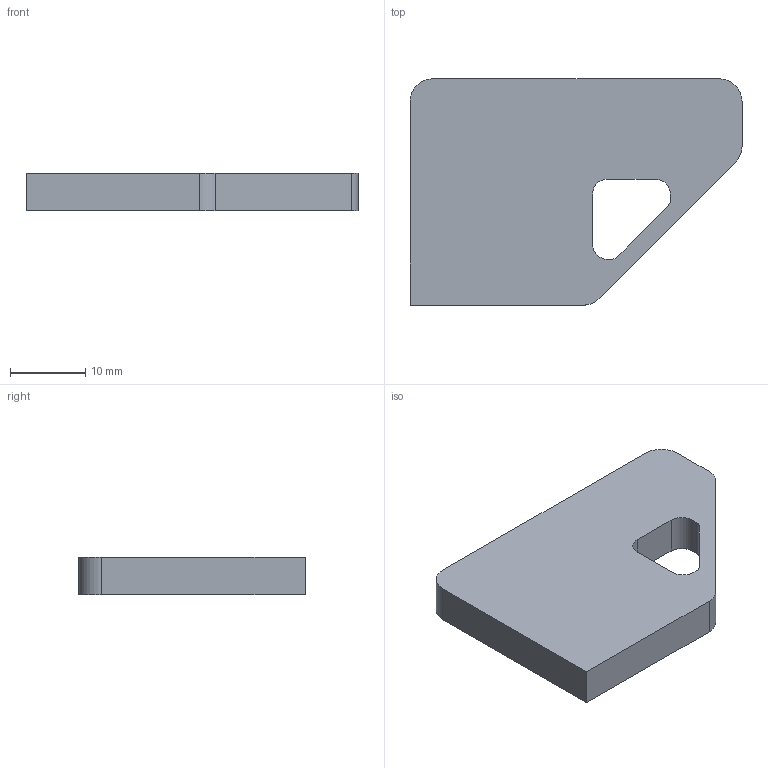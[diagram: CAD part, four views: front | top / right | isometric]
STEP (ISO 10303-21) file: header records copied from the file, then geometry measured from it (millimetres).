
FILE_DESCRIPTION (( 'STEP AP203' ), '1' );
FILE_NAME ('Door-Hinge-Right.STEP', '2021-10-21T13:57:33', ( '' ), ( '' ), 'SwSTEP 2.0', 'SolidWorks 2019', '' );
FILE_SCHEMA (( 'CONFIG_CONTROL_DESIGN' ));
Length unit declared in the file: millimetre
Products named in the file (1): Door-Hinge-Right
Bounding box: 44 x 30 x 5 mm (x, y, z)
Volume: 5095.2 mm3; surface area: 2986.8 mm2
Topology: 1 solids, 1 shells, 24 faces, 63 edges, 42 vertices
Faces by surface type: plane 13, cylinder 11
Entity records: 830 total; most frequent: DIRECTION 135, CARTESIAN_POINT 130, ORIENTED_EDGE 126, EDGE_CURVE 63, AXIS2_PLACEMENT_3D 47, VERTEX_POINT 42, VECTOR 41, LINE 41
